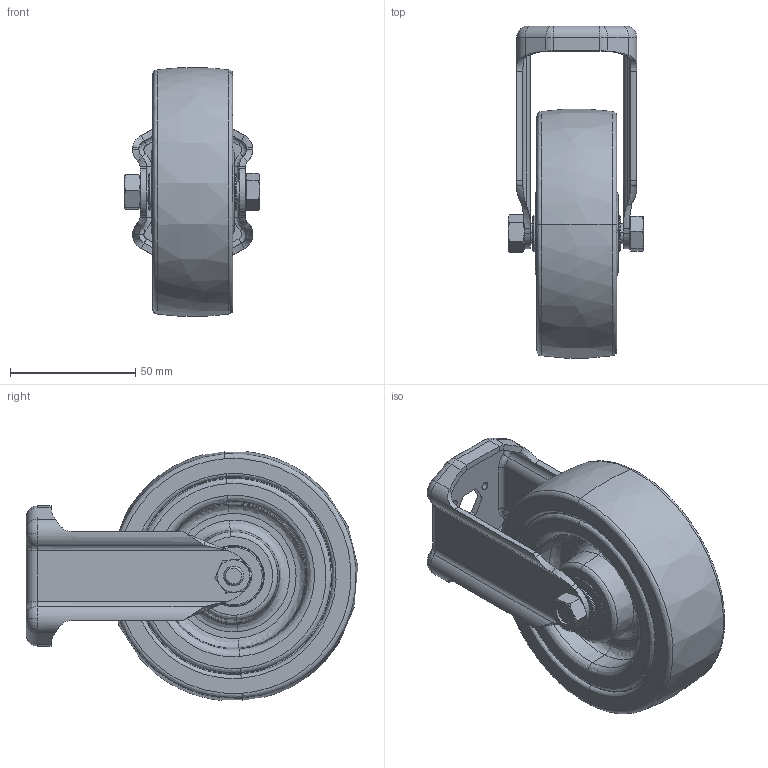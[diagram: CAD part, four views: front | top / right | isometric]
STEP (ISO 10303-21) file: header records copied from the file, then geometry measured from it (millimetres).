
FILE_DESCRIPTION (( 'STEP AP214' ), '1' );
FILE_NAME ('Accessories for aluminium profiles098F100GN.step', '2016-10-19T18:15:04', ( '' ), ( '' ), 'SwSTEP 2.0', 'SolidWorks 2016', '' );
FILE_SCHEMA (( 'AUTOMOTIVE_DESIGN' ));
Length unit declared in the file: millimetre
Products named in the file (5): VPA_101_8K_105080-214_selction no pls; 098FR.u.Tab_098F100; 4DIN934M08M; 4DIN931M08048MS01; Accessories for aluminium profiles098F100GN
Assembly tree (4 placements, depth 2):
  Accessories for aluminium profiles098F100GN
    4DIN931M08048MS01
    4DIN934M08M
    098FR.u.Tab_098F100
    VPA_101_8K_105080-214_selction no pls
Bounding box: 54.2 x 132.75 x 99.5 mm (x, y, z)
Volume: 226765 mm3; surface area: 58507.3 mm2
Topology: 23 solids, 23 shells, 773 faces, 1931 edges, 1238 vertices
Faces by surface type: plane 406, bspline 234, cylinder 72, cone 43, torus 18
Entity records: 40245 total; most frequent: CARTESIAN_POINT 19272, ORIENTED_EDGE 3862, DIRECTION 2803, EDGE_CURVE 1931, VERTEX_POINT 1238, VECTOR 1217, LINE 1217, EDGE_LOOP 835
